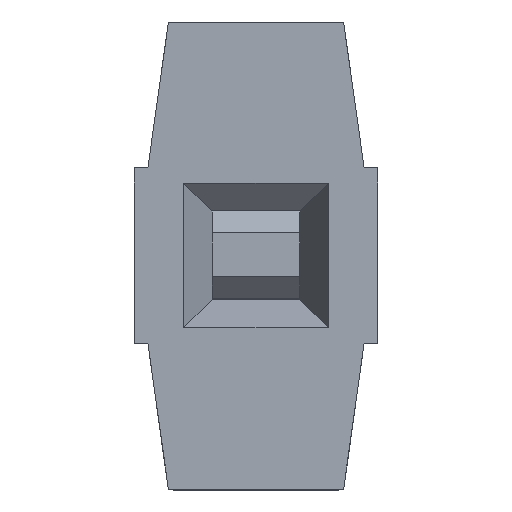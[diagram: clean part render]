
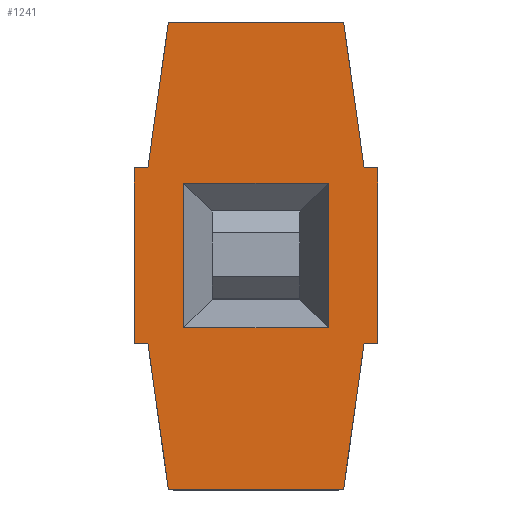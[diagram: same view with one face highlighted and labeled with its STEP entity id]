
A CAD part, top view. The second image highlights one B-rep face of the part: STEP entity #1241.
In plain terms, the highlighted planar face has unit normal (0, 0, 1).
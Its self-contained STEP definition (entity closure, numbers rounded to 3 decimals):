
#21=FACE_BOUND($,#453,.T.);
#31=LINE($,#1722,#203);
#39=LINE($,#1740,#211);
#43=LINE($,#1749,#215);
#52=LINE($,#1768,#224);
#64=LINE($,#1793,#236);
#65=LINE($,#1795,#237);
#66=LINE($,#1796,#238);
#67=LINE($,#1798,#239);
#68=LINE($,#1799,#240);
#69=LINE($,#1801,#241);
#70=LINE($,#1802,#242);
#71=LINE($,#1803,#243);
#72=LINE($,#1806,#244);
#73=LINE($,#1808,#245);
#74=LINE($,#1810,#246);
#75=LINE($,#1811,#247);
#203=VECTOR($,#1405,0.914);
#211=VECTOR($,#1417,0.914);
#215=VECTOR($,#1423,0.914);
#224=VECTOR($,#1436,0.914);
#236=VECTOR($,#1452,0.071);
#237=VECTOR($,#1453,0.071);
#238=VECTOR($,#1454,0.769);
#239=VECTOR($,#1455,0.769);
#240=VECTOR($,#1456,0.071);
#241=VECTOR($,#1457,0.071);
#242=VECTOR($,#1458,0.769);
#243=VECTOR($,#1459,0.769);
#244=VECTOR($,#1460,0.753);
#245=VECTOR($,#1461,0.753);
#246=VECTOR($,#1462,0.753);
#247=VECTOR($,#1463,0.753);
#383=FACE_OUTER_BOUND($,#452,.T.);
#452=EDGE_LOOP($,(#858,#859,#860,#861,#862,#863,#864,#865,#866,#867,#868,
#869));
#453=EDGE_LOOP($,(#870,#871,#872,#873));
#521=VERTEX_POINT($,#1719);
#522=VERTEX_POINT($,#1721);
#529=VERTEX_POINT($,#1737);
#530=VERTEX_POINT($,#1739);
#533=VERTEX_POINT($,#1746);
#534=VERTEX_POINT($,#1748);
#541=VERTEX_POINT($,#1766);
#542=VERTEX_POINT($,#1767);
#553=VERTEX_POINT($,#1792);
#554=VERTEX_POINT($,#1794);
#555=VERTEX_POINT($,#1797);
#556=VERTEX_POINT($,#1800);
#557=VERTEX_POINT($,#1804);
#558=VERTEX_POINT($,#1805);
#559=VERTEX_POINT($,#1807);
#560=VERTEX_POINT($,#1809);
#640=EDGE_CURVE($,#522,#521,#31,.T.);
#648=EDGE_CURVE($,#530,#529,#39,.T.);
#652=EDGE_CURVE($,#534,#533,#43,.T.);
#661=EDGE_CURVE($,#541,#542,#52,.T.);
#673=EDGE_CURVE($,#553,#541,#64,.T.);
#674=EDGE_CURVE($,#542,#554,#65,.T.);
#675=EDGE_CURVE($,#554,#530,#66,.T.);
#676=EDGE_CURVE($,#529,#555,#67,.T.);
#677=EDGE_CURVE($,#555,#522,#68,.T.);
#678=EDGE_CURVE($,#521,#556,#69,.T.);
#679=EDGE_CURVE($,#556,#534,#70,.T.);
#680=EDGE_CURVE($,#533,#553,#71,.T.);
#681=EDGE_CURVE($,#557,#558,#72,.T.);
#682=EDGE_CURVE($,#558,#559,#73,.T.);
#683=EDGE_CURVE($,#559,#560,#74,.T.);
#684=EDGE_CURVE($,#560,#557,#75,.T.);
#858=ORIENTED_EDGE($,*,*,#673,.T.);
#859=ORIENTED_EDGE($,*,*,#661,.T.);
#860=ORIENTED_EDGE($,*,*,#674,.T.);
#861=ORIENTED_EDGE($,*,*,#675,.T.);
#862=ORIENTED_EDGE($,*,*,#648,.T.);
#863=ORIENTED_EDGE($,*,*,#676,.T.);
#864=ORIENTED_EDGE($,*,*,#677,.T.);
#865=ORIENTED_EDGE($,*,*,#640,.T.);
#866=ORIENTED_EDGE($,*,*,#678,.T.);
#867=ORIENTED_EDGE($,*,*,#679,.T.);
#868=ORIENTED_EDGE($,*,*,#652,.T.);
#869=ORIENTED_EDGE($,*,*,#680,.T.);
#870=ORIENTED_EDGE($,*,*,#681,.T.);
#871=ORIENTED_EDGE($,*,*,#682,.T.);
#872=ORIENTED_EDGE($,*,*,#683,.T.);
#873=ORIENTED_EDGE($,*,*,#684,.T.);
#1173=PLANE($,#1321);
#1241=ADVANCED_FACE($,(#383,#21),#1173,.T.);
#1321=AXIS2_PLACEMENT_3D($,#1791,#1450,#1451);
#1405=DIRECTION($,(0.,1.,0.));
#1417=DIRECTION($,(1.,0.,0.));
#1423=DIRECTION($,(-1.,0.,0.));
#1436=DIRECTION($,(0.,-1.,0.));
#1450=DIRECTION('center_axis',(0.,0.,1.));
#1451=DIRECTION('ref_axis',(0.,-1.,0.));
#1452=DIRECTION($,(-1.,0.,0.));
#1453=DIRECTION($,(1.,0.,0.));
#1454=DIRECTION($,(0.139,-0.99,0.));
#1455=DIRECTION($,(0.139,0.99,0.));
#1456=DIRECTION($,(1.,0.,0.));
#1457=DIRECTION($,(-1.,0.,0.));
#1458=DIRECTION($,(-0.139,0.99,0.));
#1459=DIRECTION($,(-0.139,-0.99,0.));
#1460=DIRECTION($,(0.,1.,0.));
#1461=DIRECTION($,(1.,0.,0.));
#1462=DIRECTION($,(0.,-1.,0.));
#1463=DIRECTION($,(-1.,0.,0.));
#1719=CARTESIAN_POINT('',(0.635,0.457,2.54));
#1721=CARTESIAN_POINT('',(0.635,-0.457,2.54));
#1722=CARTESIAN_POINT($,(0.635,-1.219,2.54));
#1737=CARTESIAN_POINT('',(0.457,-1.219,2.54));
#1739=CARTESIAN_POINT('',(-0.457,-1.219,2.54));
#1740=CARTESIAN_POINT($,(-0.635,-1.219,2.54));
#1746=CARTESIAN_POINT('',(-0.457,1.219,2.54));
#1748=CARTESIAN_POINT('',(0.457,1.219,2.54));
#1749=CARTESIAN_POINT($,(0.635,1.219,2.54));
#1766=CARTESIAN_POINT('',(-0.635,0.457,2.54));
#1767=CARTESIAN_POINT('',(-0.635,-0.457,2.54));
#1768=CARTESIAN_POINT($,(-0.635,1.219,2.54));
#1791=CARTESIAN_POINT('Origin',(0.,0.,2.54));
#1792=CARTESIAN_POINT('',(-0.564,0.457,2.54));
#1793=CARTESIAN_POINT($,(-0.564,0.457,2.54));
#1794=CARTESIAN_POINT('',(-0.564,-0.457,2.54));
#1795=CARTESIAN_POINT($,(-0.706,-0.457,2.54));
#1796=CARTESIAN_POINT($,(-0.564,-0.457,2.54));
#1797=CARTESIAN_POINT('',(0.564,-0.457,2.54));
#1798=CARTESIAN_POINT($,(0.457,-1.219,2.54));
#1799=CARTESIAN_POINT($,(0.564,-0.457,2.54));
#1800=CARTESIAN_POINT('',(0.564,0.457,2.54));
#1801=CARTESIAN_POINT($,(0.706,0.457,2.54));
#1802=CARTESIAN_POINT($,(0.564,0.457,2.54));
#1803=CARTESIAN_POINT($,(-0.457,1.219,2.54));
#1804=CARTESIAN_POINT('',(-0.377,-0.377,2.54));
#1805=CARTESIAN_POINT('',(-0.377,0.377,2.54));
#1806=CARTESIAN_POINT($,(-0.377,0.,2.54));
#1807=CARTESIAN_POINT('',(0.377,0.377,2.54));
#1808=CARTESIAN_POINT($,(0.,0.377,2.54));
#1809=CARTESIAN_POINT('',(0.377,-0.377,2.54));
#1810=CARTESIAN_POINT($,(0.377,0.,2.54));
#1811=CARTESIAN_POINT($,(0.,-0.377,2.54));
